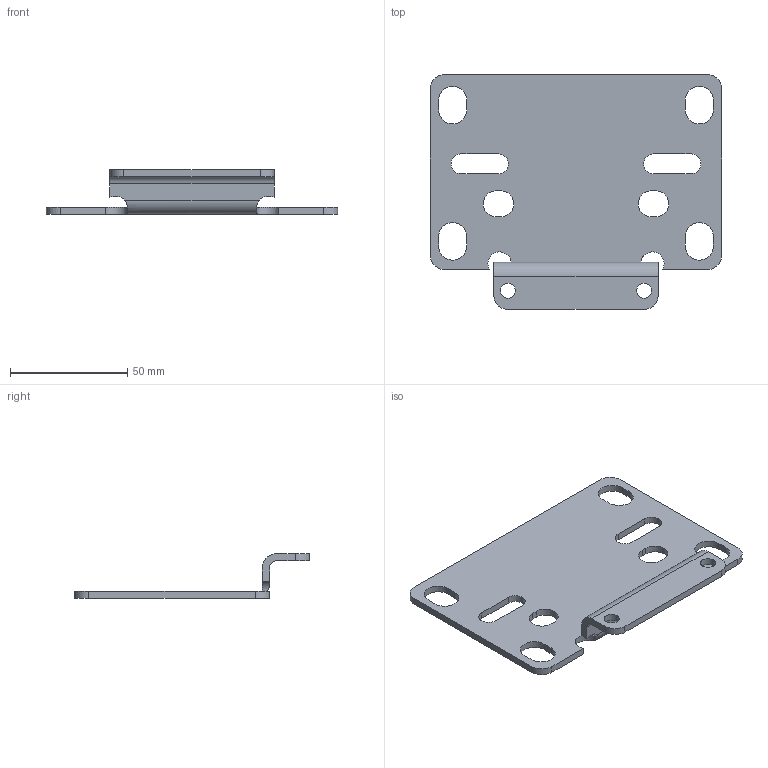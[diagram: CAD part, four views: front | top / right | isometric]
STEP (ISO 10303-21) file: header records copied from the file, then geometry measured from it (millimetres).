
FILE_DESCRIPTION(/* description */ ('STEP AP214'),/* implementation_level */ '2;1');
FILE_NAME(/* name */ '009663',/* time_stamp */ '2023-03-24T11:41:02+01:00',/* author */ ('License CC BY-ND 4.0'),/* organization */ ('CADENAS'),/* preprocessor_version */ 'ST-DEVELOPER v19.3',/* originating_system */ 'PARTsolutions',/* authorisation */ ' ');
FILE_SCHEMA (('AUTOMOTIVE_DESIGN {1 0 10303 214 3 1 1}'));
Length unit declared in the file: millimetre
Products named in the file (1): 009663
Bounding box: 124 x 100 x 19 mm (x, y, z)
Volume: 32309.7 mm3; surface area: 24450.1 mm2
Topology: 1 solids, 1 shells, 67 faces, 191 edges, 126 vertices
Faces by surface type: plane 34, cylinder 33
Full cylindrical faces by diameter (mm): 6.4 x2
Entity records: 2273 total; most frequent: CARTESIAN_POINT 399, DIRECTION 393, ORIENTED_EDGE 378, EDGE_CURVE 189, AXIS2_PLACEMENT_3D 140, VERTEX_POINT 126, LINE 113, VECTOR 113
